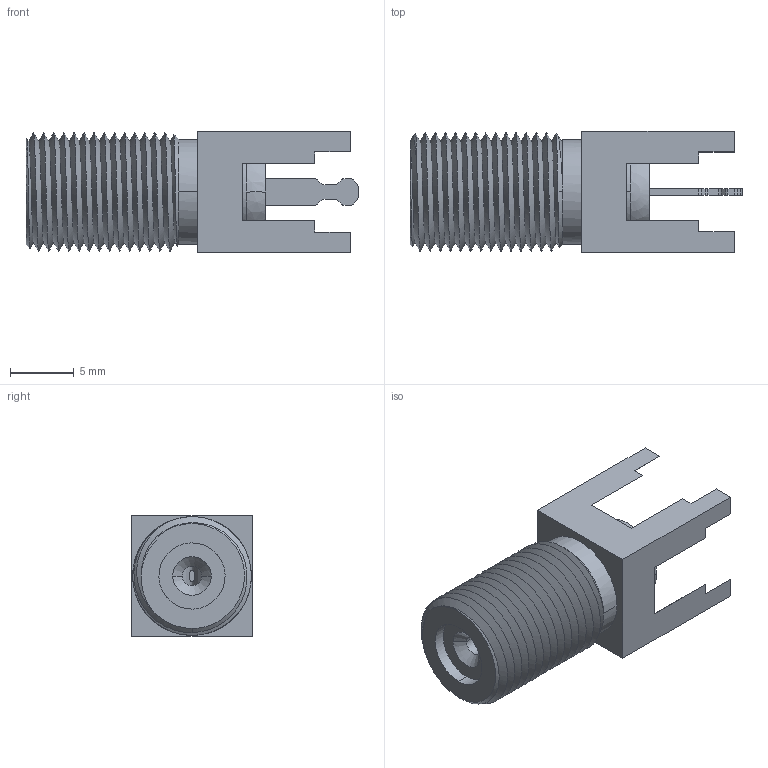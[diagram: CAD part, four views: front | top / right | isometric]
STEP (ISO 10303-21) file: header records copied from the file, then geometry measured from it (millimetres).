
FILE_DESCRIPTION (( 'STEP AP214' ), '1' );
FILE_NAME ('RFPCB-F-F-S-2G-8_3D.step', '2023-04-25T20:53:30', ( '' ), ( '' ), 'SwSTEP 2.0', 'SolidWorks 2022', '' );
FILE_SCHEMA (( 'AUTOMOTIVE_DESIGN' ));
Length unit declared in the file: inch
Products named in the file (5): Copy of 1.igs_5^RFPCB-F-F-S-2G-8; Copy of 2.igs_5^RFPCB-F-F-S-2G-8; Copy of 4.igs_2^RFPCB-F-F-S-2G-8; Copy of 3.igs_5^RFPCB-F-F-S-2G-8; RFPCB-F-F-S-2G-8_3D
Assembly tree (4 placements, depth 2):
  RFPCB-F-F-S-2G-8_3D
    Copy of 1.igs_5^RFPCB-F-F-S-2G-8
    Copy of 3.igs_5^RFPCB-F-F-S-2G-8
    Copy of 4.igs_2^RFPCB-F-F-S-2G-8
    Copy of 2.igs_5^RFPCB-F-F-S-2G-8
Bounding box: 26.1 x 9.5 x 9.5 mm (x, y, z)
Volume: 870.8 mm3; surface area: 2565.2 mm2
Topology: 3 solids, 4 shells, 155 faces, 431 edges, 282 vertices
Faces by surface type: plane 73, cylinder 68, cone 8, sphere 4, bspline 2
Entity records: 10860 total; most frequent: CARTESIAN_POINT 5846, ORIENTED_EDGE 846, DIRECTION 793, EDGE_CURVE 427, AXIS2_PLACEMENT_3D 285, VERTEX_POINT 282, VECTOR 223, LINE 223
